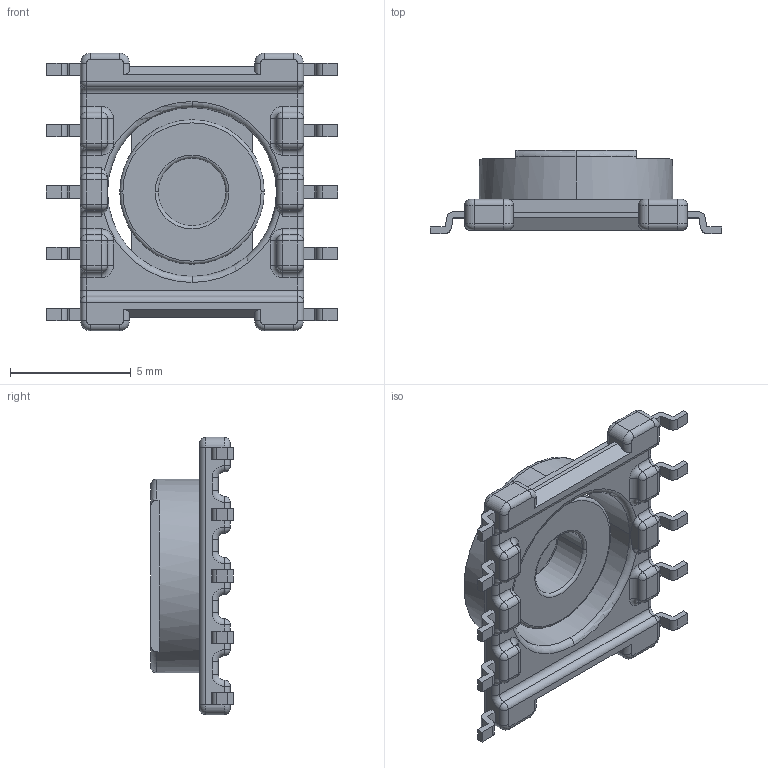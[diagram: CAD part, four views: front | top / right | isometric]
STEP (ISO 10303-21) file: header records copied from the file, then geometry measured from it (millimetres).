
FILE_DESCRIPTION (( 'STEP AP214' ), '1' );
FILE_NAME ('TOR_1240_3076.STEP', '2020-04-07T21:05:14', ( '' ), ( '' ), 'SwSTEP 2.0', 'SolidWorks 2017', '' );
FILE_SCHEMA (( 'AUTOMOTIVE_DESIGN' ));
Length unit declared in the file: inch
Products named in the file (3): 150-3076_6A; TOR_1240_3076; 250-1240_6C
Assembly tree (2 placements, depth 2):
  TOR_1240_3076
    250-1240_6C
    150-3076_6A
Bounding box: 12.07 x 3.43 x 11.5 mm (x, y, z)
Volume: 131.1 mm3; surface area: 455.8 mm2
Topology: 2 solids, 2 shells, 352 faces, 902 edges, 534 vertices
Faces by surface type: plane 156, cylinder 110, torus 58, sphere 28
Entity records: 11977 total; most frequent: DIRECTION 1896, CARTESIAN_POINT 1862, ORIENTED_EDGE 1748, EDGE_CURVE 874, AXIS2_PLACEMENT_3D 684, VERTEX_POINT 534, LINE 528, VECTOR 528
